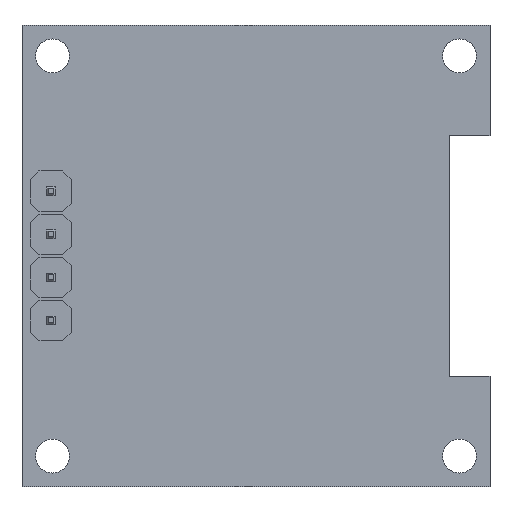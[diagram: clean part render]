
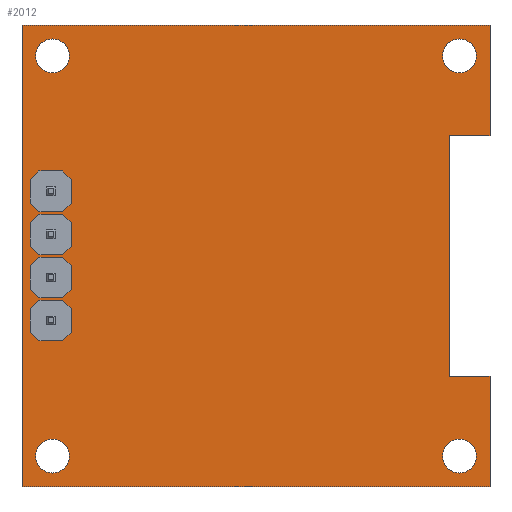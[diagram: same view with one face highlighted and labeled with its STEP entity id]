
A CAD part, top view. The second image highlights one B-rep face of the part: STEP entity #2012.
In plain terms, the highlighted planar face has unit normal (0, 0, 1).
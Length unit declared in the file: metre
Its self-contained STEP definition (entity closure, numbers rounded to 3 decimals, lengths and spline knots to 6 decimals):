
#18=CIRCLE('',#2834,0.001);
#19=CIRCLE('',#2835,0.001);
#20=CIRCLE('',#2836,0.001);
#21=CIRCLE('',#2837,0.001);
#490=ORIENTED_EDGE('',*,*,#777,.F.);
#491=ORIENTED_EDGE('',*,*,#778,.F.);
#492=ORIENTED_EDGE('',*,*,#779,.T.);
#493=ORIENTED_EDGE('',*,*,#754,.T.);
#494=ORIENTED_EDGE('',*,*,#776,.F.);
#495=ORIENTED_EDGE('',*,*,#769,.F.);
#496=ORIENTED_EDGE('',*,*,#772,.T.);
#497=ORIENTED_EDGE('',*,*,#775,.T.);
#498=ORIENTED_EDGE('',*,*,#780,.F.);
#499=ORIENTED_EDGE('',*,*,#781,.F.);
#500=ORIENTED_EDGE('',*,*,#782,.F.);
#501=ORIENTED_EDGE('',*,*,#783,.F.);
#754=EDGE_CURVE('',#926,#927,#1166,.T.);
#769=EDGE_CURVE('',#940,#941,#1177,.T.);
#772=EDGE_CURVE('',#940,#942,#1180,.T.);
#775=EDGE_CURVE('',#942,#943,#1183,.T.);
#776=EDGE_CURVE('',#941,#927,#1184,.T.);
#777=EDGE_CURVE('',#944,#943,#1185,.T.);
#778=EDGE_CURVE('',#945,#944,#1186,.T.);
#779=EDGE_CURVE('',#945,#926,#1187,.T.);
#780=EDGE_CURVE('',#946,#946,#18,.T.);
#781=EDGE_CURVE('',#947,#947,#19,.T.);
#782=EDGE_CURVE('',#948,#948,#20,.T.);
#783=EDGE_CURVE('',#949,#949,#21,.T.);
#926=VERTEX_POINT('',#3807);
#927=VERTEX_POINT('',#3808);
#940=VERTEX_POINT('',#3838);
#941=VERTEX_POINT('',#3839);
#942=VERTEX_POINT('',#3844);
#943=VERTEX_POINT('',#3848);
#944=VERTEX_POINT('',#3854);
#945=VERTEX_POINT('',#3856);
#946=VERTEX_POINT('',#3859);
#947=VERTEX_POINT('',#3861);
#948=VERTEX_POINT('',#3863);
#949=VERTEX_POINT('',#3865);
#1166=LINE('',#3806,#1410);
#1177=LINE('',#3837,#1421);
#1180=LINE('',#3843,#1424);
#1183=LINE('',#3849,#1427);
#1184=LINE('',#3851,#1428);
#1185=LINE('',#3853,#1429);
#1186=LINE('',#3855,#1430);
#1187=LINE('',#3857,#1431);
#1410=VECTOR('',#3272,1.);
#1421=VECTOR('',#3295,1.);
#1424=VECTOR('',#3300,1.);
#1427=VECTOR('',#3305,1.);
#1428=VECTOR('',#3308,1.);
#1429=VECTOR('',#3311,1.);
#1430=VECTOR('',#3312,1.);
#1431=VECTOR('',#3313,1.);
#1552=EDGE_LOOP('',(#490,#491,#492,#493,#494,#495,#496,#497));
#1553=EDGE_LOOP('',(#498));
#1554=EDGE_LOOP('',(#499));
#1555=EDGE_LOOP('',(#500));
#1556=EDGE_LOOP('',(#501));
#1680=FACE_BOUND('',#1552,.T.);
#1681=FACE_BOUND('',#1553,.T.);
#1682=FACE_BOUND('',#1554,.T.);
#1683=FACE_BOUND('',#1555,.T.);
#1684=FACE_BOUND('',#1556,.T.);
#1804=PLANE('',#2833);
#2012=ADVANCED_FACE('',(#1680,#1681,#1682,#1683,#1684),#1804,.T.);
#2833=AXIS2_PLACEMENT_3D('',#3852,#3309,#3310);
#2834=AXIS2_PLACEMENT_3D('',#3858,#3314,#3315);
#2835=AXIS2_PLACEMENT_3D('',#3860,#3316,#3317);
#2836=AXIS2_PLACEMENT_3D('',#3862,#3318,#3319);
#2837=AXIS2_PLACEMENT_3D('',#3864,#3320,#3321);
#3272=DIRECTION('',(0.,1.,0.));
#3295=DIRECTION('',(0.,1.,0.));
#3300=DIRECTION('',(1.,0.,0.));
#3305=DIRECTION('',(0.,1.,0.));
#3308=DIRECTION('',(1.,0.,0.));
#3309=DIRECTION('',(0.,0.,1.));
#3310=DIRECTION('',(1.,0.,0.));
#3311=DIRECTION('',(1.,0.,0.));
#3312=DIRECTION('',(0.,-1.,0.));
#3313=DIRECTION('',(1.,0.,0.));
#3314=DIRECTION('',(0.,0.,1.));
#3315=DIRECTION('',(1.,0.,0.));
#3316=DIRECTION('',(0.,0.,1.));
#3317=DIRECTION('',(1.,0.,0.));
#3318=DIRECTION('',(0.,0.,1.));
#3319=DIRECTION('',(1.,0.,0.));
#3320=DIRECTION('',(0.,0.,1.));
#3321=DIRECTION('',(1.,0.,0.));
#3806=CARTESIAN_POINT('',(0.0259,0.00381,0.003));
#3807=CARTESIAN_POINT('',(0.0259,0.01091,0.003));
#3808=CARTESIAN_POINT('',(0.0259,0.01741,0.003));
#3837=CARTESIAN_POINT('',(-0.0017,0.00381,0.003));
#3838=CARTESIAN_POINT('',(-0.0017,-0.00979,0.003));
#3839=CARTESIAN_POINT('',(-0.0017,0.01741,0.003));
#3843=CARTESIAN_POINT('',(0.0121,-0.00979,0.003));
#3844=CARTESIAN_POINT('',(0.0259,-0.00979,0.003));
#3848=CARTESIAN_POINT('',(0.0259,-0.00329,0.003));
#3849=CARTESIAN_POINT('',(0.0259,0.00381,0.003));
#3851=CARTESIAN_POINT('',(0.0121,0.01741,0.003));
#3852=CARTESIAN_POINT('',(0.0121,0.00381,0.003));
#3853=CARTESIAN_POINT('',(0.0121,-0.00329,0.003));
#3854=CARTESIAN_POINT('',(0.0235,-0.00329,0.003));
#3855=CARTESIAN_POINT('',(0.0235,0.00381,0.003));
#3856=CARTESIAN_POINT('',(0.0235,0.01091,0.003));
#3857=CARTESIAN_POINT('',(0.0121,0.01091,0.003));
#3858=CARTESIAN_POINT('',(0.0241,-0.00799,0.003));
#3859=CARTESIAN_POINT('',(0.0251,-0.00799,0.003));
#3860=CARTESIAN_POINT('',(0.0001,0.01561,0.003));
#3861=CARTESIAN_POINT('',(0.0011,0.01561,0.003));
#3862=CARTESIAN_POINT('',(0.0241,0.01561,0.003));
#3863=CARTESIAN_POINT('',(0.0251,0.01561,0.003));
#3864=CARTESIAN_POINT('',(0.0001,-0.00799,0.003));
#3865=CARTESIAN_POINT('',(0.0011,-0.00799,0.003));
